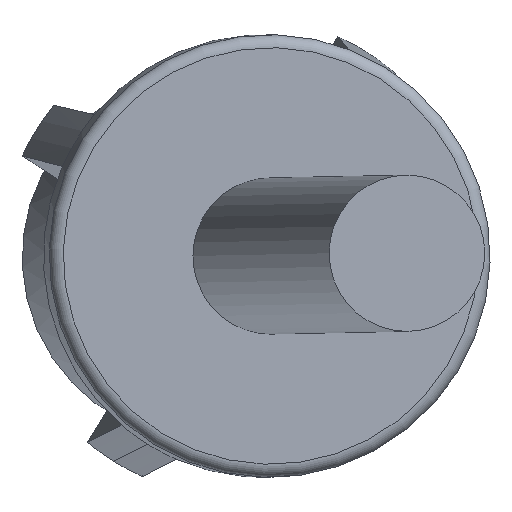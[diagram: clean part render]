
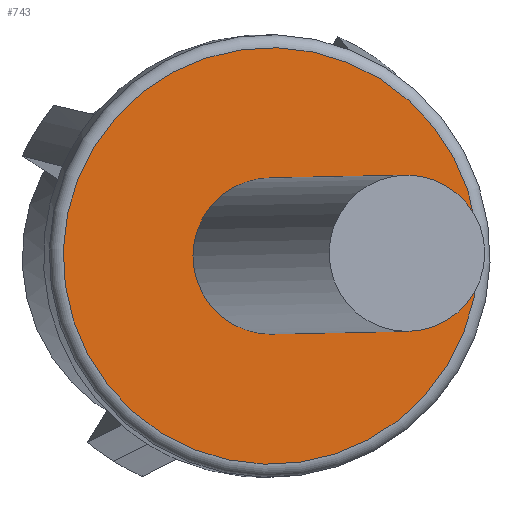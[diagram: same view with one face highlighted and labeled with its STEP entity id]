
A CAD part, top view. The second image highlights one B-rep face of the part: STEP entity #743.
In plain terms, the highlighted planar face has unit normal (0.087, 0, 0.996).
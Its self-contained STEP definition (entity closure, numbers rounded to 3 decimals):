
#228=VERTEX_POINT('',#1029);
#229=VERTEX_POINT('',#1030);
#230=VERTEX_POINT('',#1032);
#299=CIRCLE('',#787,3.);
#300=CIRCLE('',#788,8.);
#324=EDGE_CURVE('',#228,#229,#299,.T.);
#325=EDGE_CURVE('',#229,#228,#299,.T.);
#326=EDGE_CURVE('',#230,#230,#300,.T.);
#433=ORIENTED_EDGE('',*,*,#324,.F.);
#434=ORIENTED_EDGE('',*,*,#325,.F.);
#435=ORIENTED_EDGE('',*,*,#326,.T.);
#651=EDGE_LOOP('',(#433,#434));
#652=EDGE_LOOP('',(#435));
#697=FACE_BOUND('',#651,.T.);
#698=FACE_BOUND('',#652,.T.);
#743=ADVANCED_FACE('',(#697,#698),#1352,.T.);
#786=AXIS2_PLACEMENT_3D('',#1027,#858,$);
#787=AXIS2_PLACEMENT_3D('',#1028,#859,#860);
#788=AXIS2_PLACEMENT_3D('',#1031,#861,#862);
#858=DIRECTION('',(0.087,0.,0.996));
#859=DIRECTION('',(0.087,0.,0.996));
#860=DIRECTION('',(2.989,0.,-0.261));
#861=DIRECTION('',(0.087,0.,0.996));
#862=DIRECTION('',(4.2,6.799,-0.367));
#1027=CARTESIAN_POINT('',(6.023,2.228,28.908));
#1028=CARTESIAN_POINT('',(6.023,2.228,28.908));
#1029=CARTESIAN_POINT('',(3.035,2.228,29.169));
#1030=CARTESIAN_POINT('',(9.012,2.228,28.646));
#1031=CARTESIAN_POINT('',(6.023,2.228,28.908));
#1032=CARTESIAN_POINT('',(10.223,9.027,28.54));
#1352=PLANE('',#786);
